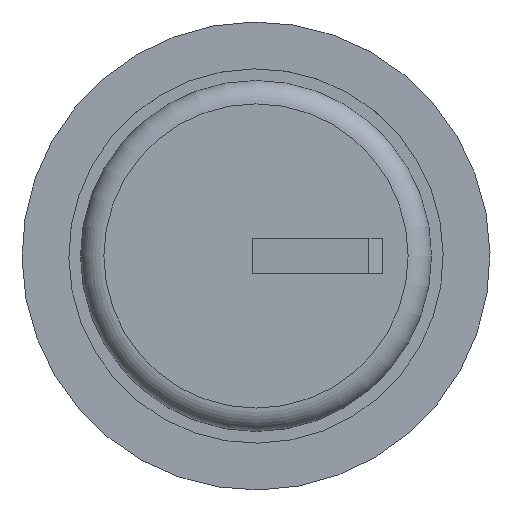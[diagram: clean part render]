
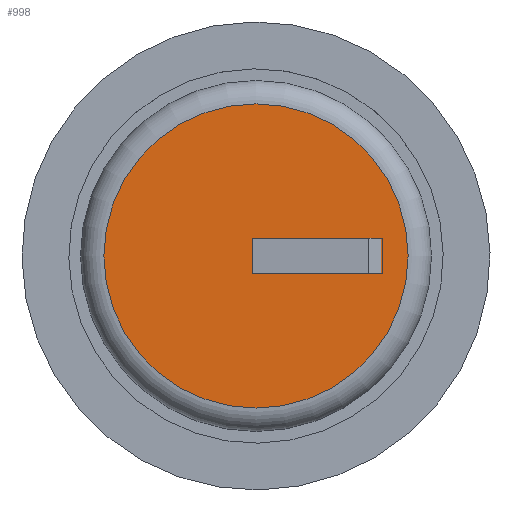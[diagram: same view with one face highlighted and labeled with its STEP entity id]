
A CAD part, top view. The second image highlights one B-rep face of the part: STEP entity #998.
In plain terms, the highlighted planar face has unit normal (0, 0, 1).
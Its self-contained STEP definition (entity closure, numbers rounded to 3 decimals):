
#202=PLANE('',#1088);
#314=FACE_OUTER_BOUND('',#396,.T.);
#396=EDGE_LOOP('',(#762));
#497=CIRCLE('',#1087,13.);
#545=VERTEX_POINT('',#1545);
#633=EDGE_CURVE('',#545,#545,#497,.T.);
#762=ORIENTED_EDGE('',*,*,#633,.F.);
#998=ADVANCED_FACE('',(#314),#202,.F.);
#1087=AXIS2_PLACEMENT_3D('',#1546,#1243,#1244);
#1088=AXIS2_PLACEMENT_3D('',#1547,#1245,#1246);
#1243=DIRECTION('center_axis',(0.,0.,-1.));
#1244=DIRECTION('ref_axis',(-1.,0.,0.));
#1245=DIRECTION('center_axis',(0.,0.,-1.));
#1246=DIRECTION('ref_axis',(-1.,0.,0.));
#1545=CARTESIAN_POINT('',(11.214,2.232,7.));
#1546=CARTESIAN_POINT('Origin',(-1.786,2.232,7.));
#1547=CARTESIAN_POINT('Origin',(-1.786,2.232,7.));
